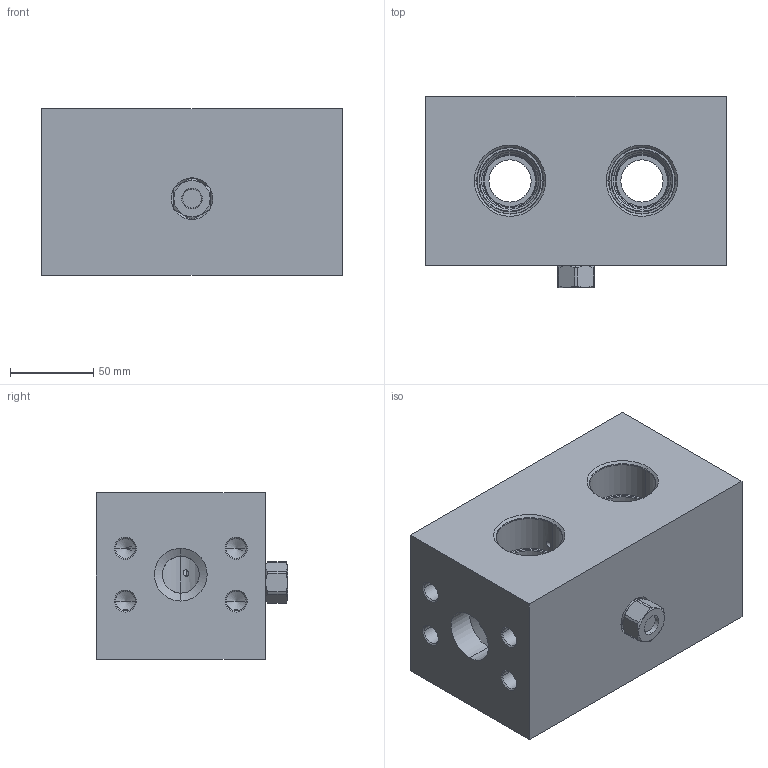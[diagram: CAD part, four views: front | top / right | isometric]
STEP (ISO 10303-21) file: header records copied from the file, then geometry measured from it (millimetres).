
FILE_DESCRIPTION((''),'2;1');
FILE_NAME('YK5_ASM','2020-10-13T',('ProEService'),(''),'PRO/ENGINEER BY PARAMETRIC TECHNOLOGY CORPORATION, 2014200','PRO/ENGINEER BY PARAMETRIC TECHNOLOGY CORPORATION, 2014200','');
FILE_SCHEMA(('CONFIG_CONTROL_DESIGN'));
Length unit declared in the file: inch
Products named in the file (3): 152-891-001; CSAAEXN; YK5_ASM
Assembly tree (2 placements, depth 2):
  YK5_ASM
    152-891-001
    CSAAEXN
Bounding box: 180.97 x 115.09 x 100.03 mm (x, y, z)
Volume: 1555371.1 mm3; surface area: 145960.7 mm2
Topology: 3 solids, 5 shells, 392 faces, 1286 edges, 1044 vertices
Faces by surface type: cylinder 158, cone 150, plane 42, torus 36, revolution 6
Entity records: 14944 total; most frequent: CARTESIAN_POINT 3897, DIRECTION 2472, ORIENTED_EDGE 1830, EDGE_CURVE 915, AXIS2_PLACEMENT_3D 908, VECTOR 650, LINE 650, VERTEX_POINT 557
